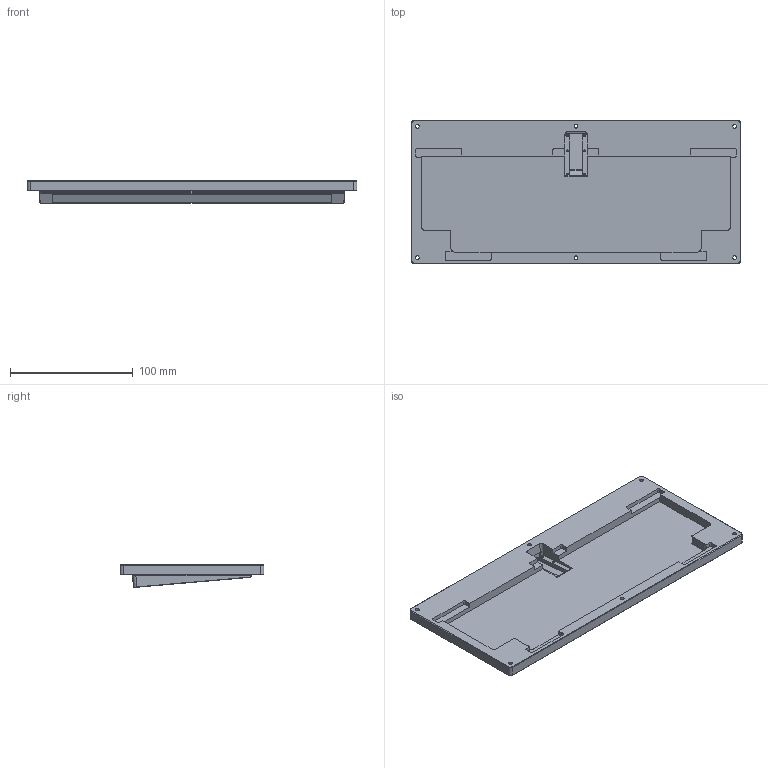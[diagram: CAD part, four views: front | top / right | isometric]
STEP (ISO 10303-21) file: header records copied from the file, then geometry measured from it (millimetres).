
FILE_DESCRIPTION(/* description */ (''),/* implementation_level */ '2;1');
FILE_NAME(/* name */ 'Bottom Case.step',/* time_stamp */ '2025-05-16T08:05:14-07:00',/* author */ (''),/* organization */ (''),/* preprocessor_version */ 'ST-DEVELOPER v20.1',/* originating_system */ 'Autodesk Translation Framework v14.4.0.0',/* authorisation */ '');
FILE_SCHEMA (('AUTOMOTIVE_DESIGN { 1 0 10303 214 3 1 1 }'));
Length unit declared in the file: millimetre
Products named in the file (1): Bottom Case
Bounding box: 268.6 x 117.15 x 18.73 mm (x, y, z)
Volume: 252016.5 mm3; surface area: 79836.6 mm2
Topology: 1 solids, 1 shells, 189 faces, 482 edges, 308 vertices
Faces by surface type: plane 97, cylinder 64, cone 20, bspline 8
Full cylindrical faces by diameter (mm): 1.6 x4, 3 x6, 5.75 x6
Entity records: 5998 total; most frequent: CARTESIAN_POINT 1264, DIRECTION 990, ORIENTED_EDGE 964, EDGE_CURVE 482, AXIS2_PLACEMENT_3D 336, LINE 318, VECTOR 318, VERTEX_POINT 308
